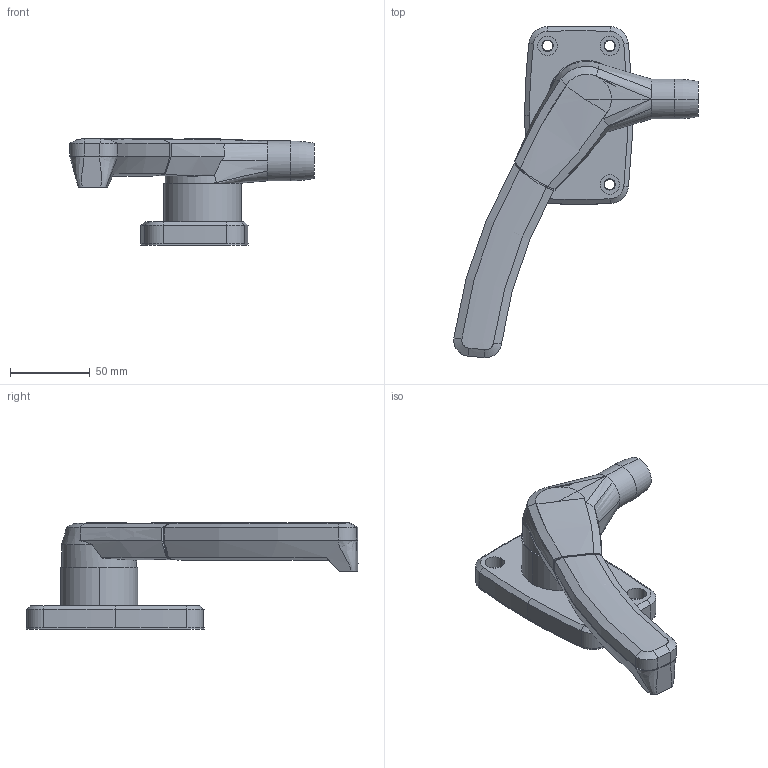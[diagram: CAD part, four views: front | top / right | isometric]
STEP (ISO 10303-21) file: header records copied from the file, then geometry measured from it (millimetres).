
FILE_DESCRIPTION (( 'STEP AP203' ), '1' );
FILE_NAME ('FA-841-L.STEP', '2011-03-07T02:33:41', ( ' ' ), ( ' ' ), 'SwSTEP 2.0', 'SolidWorks 2007', '' );
FILE_SCHEMA (( 'CONFIG_CONTROL_DESIGN' ));
Length unit declared in the file: millimetre
Products named in the file (4): FA-841僷僢僉儞_棉太倌; FA-841-L; FA-841台座L_公開用; FA-841僴儞僪儖L_岞奐梡
Assembly tree (3 placements, depth 2):
  FA-841-L
    FA-841僷僢僉儞_棉太倌
    FA-841僴儞僪儖L_岞奐梡
    FA-841台座L_公開用
Bounding box: 153.33 x 208.2 x 67 mm (x, y, z)
Volume: 312508.7 mm3; surface area: 73134.1 mm2
Topology: 3 solids, 3 shells, 185 faces, 473 edges, 305 vertices
Faces by surface type: cylinder 89, plane 45, bspline 24, cone 19, torus 6, sphere 2
Entity records: 11119 total; most frequent: CARTESIAN_POINT 6288, ORIENTED_EDGE 944, DIRECTION 899, EDGE_CURVE 472, AXIS2_PLACEMENT_3D 366, VERTEX_POINT 305, EDGE_LOOP 217, CIRCLE 199
